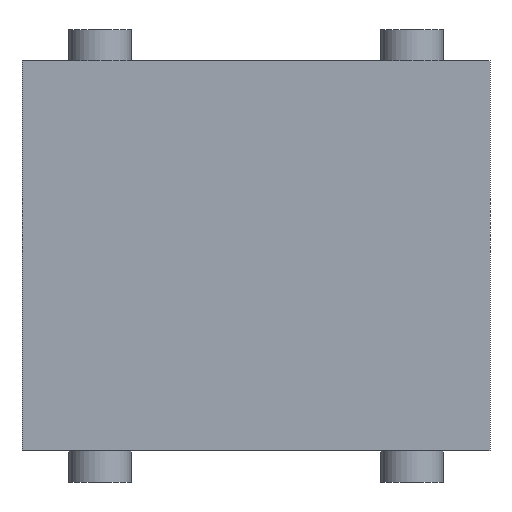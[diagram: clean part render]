
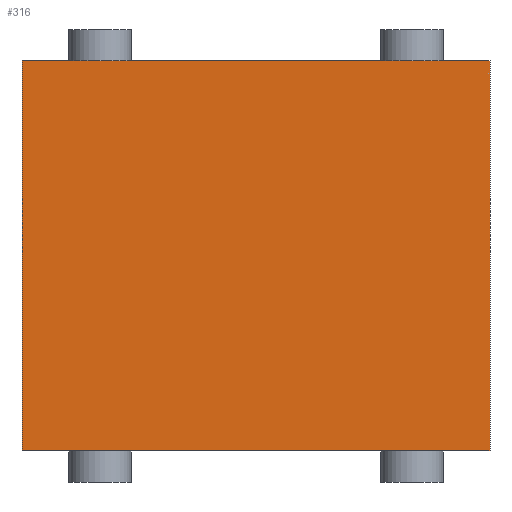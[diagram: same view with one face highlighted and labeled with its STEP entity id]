
A CAD part, front view. The second image highlights one B-rep face of the part: STEP entity #316.
In plain terms, the highlighted planar face has unit normal (0, -1, 0).
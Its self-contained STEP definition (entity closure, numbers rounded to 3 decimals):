
#5 = VECTOR ( 'NONE', #358, 1000. ) ;
#9 = DIRECTION ( 'NONE',  ( 0., 1., 0. ) ) ;
#21 = LINE ( 'NONE', #82, #969 ) ;
#27 = DIRECTION ( 'NONE',  ( 1., 0., 0. ) ) ;
#31 = CARTESIAN_POINT ( 'NONE',  ( -80., -50., 125. ) ) ;
#51 = VERTEX_POINT ( 'NONE', #527 ) ;
#56 = VECTOR ( 'NONE', #654, 1000. ) ;
#62 = CARTESIAN_POINT ( 'NONE',  ( 80., -50., 125. ) ) ;
#67 = EDGE_CURVE ( 'NONE', #828, #229, #984, .T. ) ;
#81 = LINE ( 'NONE', #180, #291 ) ;
#82 = CARTESIAN_POINT ( 'NONE',  ( -150., -50., -125. ) ) ;
#86 = VERTEX_POINT ( 'NONE', #129 ) ;
#89 = CARTESIAN_POINT ( 'NONE',  ( -120., -50., -125. ) ) ;
#109 = CARTESIAN_POINT ( 'NONE',  ( -150., -50., 125. ) ) ;
#129 = CARTESIAN_POINT ( 'NONE',  ( 80., -50., -125. ) ) ;
#134 = CARTESIAN_POINT ( 'NONE',  ( -150., -50., -125. ) ) ;
#137 = CARTESIAN_POINT ( 'NONE',  ( 150., -50., -125. ) ) ;
#145 = CARTESIAN_POINT ( 'NONE',  ( -80., -50., -125. ) ) ;
#154 = ORIENTED_EDGE ( 'NONE', *, *, #974, .F. ) ;
#155 = VECTOR ( 'NONE', #275, 1000. ) ;
#160 = CARTESIAN_POINT ( 'NONE',  ( -150., -50., 125. ) ) ;
#180 = CARTESIAN_POINT ( 'NONE',  ( -150., -50., 125. ) ) ;
#196 = ORIENTED_EDGE ( 'NONE', *, *, #455, .T. ) ;
#197 = ORIENTED_EDGE ( 'NONE', *, *, #653, .T. ) ;
#201 = LINE ( 'NONE', #573, #1029 ) ;
#209 = VECTOR ( 'NONE', #282, 1000. ) ;
#215 = CARTESIAN_POINT ( 'NONE',  ( -120., -50., 125. ) ) ;
#221 = ORIENTED_EDGE ( 'NONE', *, *, #284, .T. ) ;
#229 = VERTEX_POINT ( 'NONE', #137 ) ;
#238 = EDGE_LOOP ( 'NONE', ( #197, #196, #381, #221, #286, #764, #154, #264, #729, #637, #795, #770 ) ) ;
#251 = DIRECTION ( 'NONE',  ( 1., 0., 0. ) ) ;
#264 = ORIENTED_EDGE ( 'NONE', *, *, #749, .F. ) ;
#273 = CARTESIAN_POINT ( 'NONE',  ( -150., -50., -125. ) ) ;
#275 = DIRECTION ( 'NONE',  ( 0., 0., -1. ) ) ;
#282 = DIRECTION ( 'NONE',  ( 1., 0., 0. ) ) ;
#283 = LINE ( 'NONE', #861, #986 ) ;
#284 = EDGE_CURVE ( 'NONE', #86, #993, #392, .T. ) ;
#286 = ORIENTED_EDGE ( 'NONE', *, *, #850, .T. ) ;
#288 = DIRECTION ( 'NONE',  ( 0., 0., -1. ) ) ;
#290 = CARTESIAN_POINT ( 'NONE',  ( 120., -50., 125. ) ) ;
#291 = VECTOR ( 'NONE', #418, 1000. ) ;
#295 = PLANE ( 'NONE',  #561 ) ;
#297 = VERTEX_POINT ( 'NONE', #615 ) ;
#312 = FACE_OUTER_BOUND ( 'NONE', #238, .T. ) ;
#316 = ADVANCED_FACE ( 'NONE', ( #312 ), #295, .F. ) ;
#332 = LINE ( 'NONE', #109, #155 ) ;
#352 = LINE ( 'NONE', #873, #933 ) ;
#358 = DIRECTION ( 'NONE',  ( 1., 0., 0. ) ) ;
#381 = ORIENTED_EDGE ( 'NONE', *, *, #865, .T. ) ;
#387 = EDGE_CURVE ( 'NONE', #656, #973, #838, .T. ) ;
#392 = LINE ( 'NONE', #134, #431 ) ;
#418 = DIRECTION ( 'NONE',  ( 1., 0., 0. ) ) ;
#428 = VERTEX_POINT ( 'NONE', #89 ) ;
#431 = VECTOR ( 'NONE', #697, 1000. ) ;
#455 = EDGE_CURVE ( 'NONE', #428, #981, #21, .T. ) ;
#486 = DIRECTION ( 'NONE',  ( 0., 0., 1. ) ) ;
#526 = VECTOR ( 'NONE', #727, 1000. ) ;
#527 = CARTESIAN_POINT ( 'NONE',  ( -150., -50., -125. ) ) ;
#561 = AXIS2_PLACEMENT_3D ( 'NONE', #627, #9, #486 ) ;
#573 = CARTESIAN_POINT ( 'NONE',  ( -150., -50., 125. ) ) ;
#599 = CARTESIAN_POINT ( 'NONE',  ( -150., -50., -125. ) ) ;
#612 = EDGE_CURVE ( 'NONE', #297, #51, #332, .T. ) ;
#615 = CARTESIAN_POINT ( 'NONE',  ( -150., -50., 125. ) ) ;
#627 = CARTESIAN_POINT ( 'NONE',  ( -150., -50., 125. ) ) ;
#637 = ORIENTED_EDGE ( 'NONE', *, *, #708, .F. ) ;
#653 = EDGE_CURVE ( 'NONE', #51, #428, #906, .T. ) ;
#654 = DIRECTION ( 'NONE',  ( 1., 0., 0. ) ) ;
#656 = VERTEX_POINT ( 'NONE', #31 ) ;
#690 = CARTESIAN_POINT ( 'NONE',  ( -150., -50., -125. ) ) ;
#695 = DIRECTION ( 'NONE',  ( 1., 0., 0. ) ) ;
#697 = DIRECTION ( 'NONE',  ( 1., 0., 0. ) ) ;
#708 = EDGE_CURVE ( 'NONE', #965, #656, #81, .T. ) ;
#727 = DIRECTION ( 'NONE',  ( 1., 0., 0. ) ) ;
#728 = LINE ( 'NONE', #690, #5 ) ;
#729 = ORIENTED_EDGE ( 'NONE', *, *, #387, .F. ) ;
#749 = EDGE_CURVE ( 'NONE', #973, #1016, #201, .T. ) ;
#751 = CARTESIAN_POINT ( 'NONE',  ( 150., -50., 125. ) ) ;
#753 = LINE ( 'NONE', #599, #209 ) ;
#764 = ORIENTED_EDGE ( 'NONE', *, *, #67, .F. ) ;
#770 = ORIENTED_EDGE ( 'NONE', *, *, #612, .T. ) ;
#795 = ORIENTED_EDGE ( 'NONE', *, *, #1038, .F. ) ;
#828 = VERTEX_POINT ( 'NONE', #751 ) ;
#838 = LINE ( 'NONE', #160, #526 ) ;
#850 = EDGE_CURVE ( 'NONE', #993, #229, #728, .T. ) ;
#861 = CARTESIAN_POINT ( 'NONE',  ( -150., -50., 125. ) ) ;
#865 = EDGE_CURVE ( 'NONE', #981, #86, #753, .T. ) ;
#873 = CARTESIAN_POINT ( 'NONE',  ( -150., -50., 125. ) ) ;
#882 = VECTOR ( 'NONE', #288, 1000. ) ;
#906 = LINE ( 'NONE', #273, #56 ) ;
#933 = VECTOR ( 'NONE', #1035, 1000. ) ;
#965 = VERTEX_POINT ( 'NONE', #215 ) ;
#969 = VECTOR ( 'NONE', #251, 1000. ) ;
#973 = VERTEX_POINT ( 'NONE', #62 ) ;
#974 = EDGE_CURVE ( 'NONE', #1016, #828, #352, .T. ) ;
#981 = VERTEX_POINT ( 'NONE', #145 ) ;
#984 = LINE ( 'NONE', #1025, #882 ) ;
#986 = VECTOR ( 'NONE', #695, 1000. ) ;
#993 = VERTEX_POINT ( 'NONE', #1044 ) ;
#1016 = VERTEX_POINT ( 'NONE', #290 ) ;
#1025 = CARTESIAN_POINT ( 'NONE',  ( 150., -50., 125. ) ) ;
#1029 = VECTOR ( 'NONE', #27, 1000. ) ;
#1035 = DIRECTION ( 'NONE',  ( 1., 0., 0. ) ) ;
#1038 = EDGE_CURVE ( 'NONE', #297, #965, #283, .T. ) ;
#1044 = CARTESIAN_POINT ( 'NONE',  ( 120., -50., -125. ) ) ;
